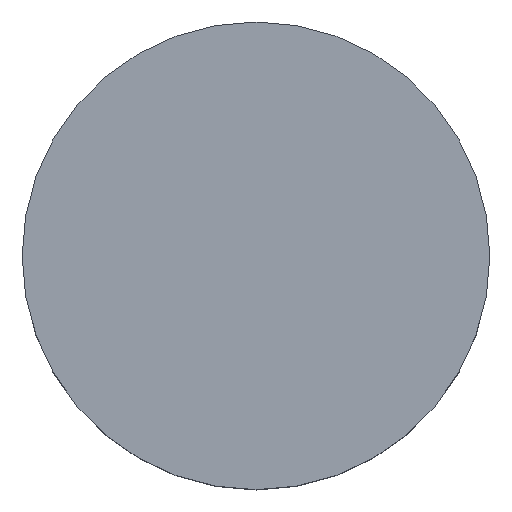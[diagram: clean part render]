
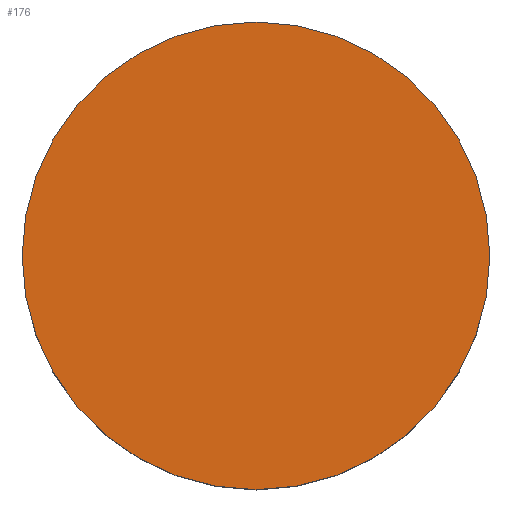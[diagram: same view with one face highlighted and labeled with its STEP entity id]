
A CAD part, top view. The second image highlights one B-rep face of the part: STEP entity #176.
In plain terms, the highlighted planar face has unit normal (0, 0, 1).
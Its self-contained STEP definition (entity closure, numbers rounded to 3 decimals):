
#60=CARTESIAN_POINT('',(6.,-0.,1.));
#61=VERTEX_POINT('',#60);
#78=CARTESIAN_POINT('',(0.,0.,1.));
#79=DIRECTION('',(-0.,-0.,-1.));
#80=DIRECTION('',(1.,0.,-0.));
#81=AXIS2_PLACEMENT_3D('',#78,#79,#80);
#82=CIRCLE('',#81,6.);
#83=EDGE_CURVE('',#61,#61,#82,.T.);
#168=CARTESIAN_POINT('',(0.,0.,1.));
#169=DIRECTION('',(0.,0.,1.));
#170=DIRECTION('',(1.,0.,0.));
#171=AXIS2_PLACEMENT_3D('',#168,#169,#170);
#172=PLANE('',#171);
#173=ORIENTED_EDGE('',*,*,#83,.F.);
#174=EDGE_LOOP('',(#173));
#175=FACE_BOUND('',#174,.T.);
#176=ADVANCED_FACE('',(#175),#172,.T.);
